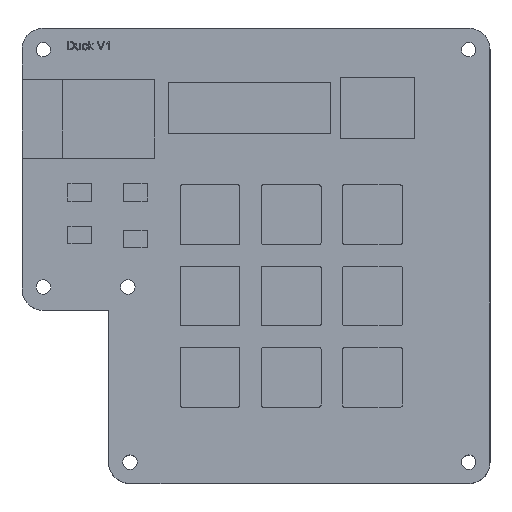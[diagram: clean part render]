
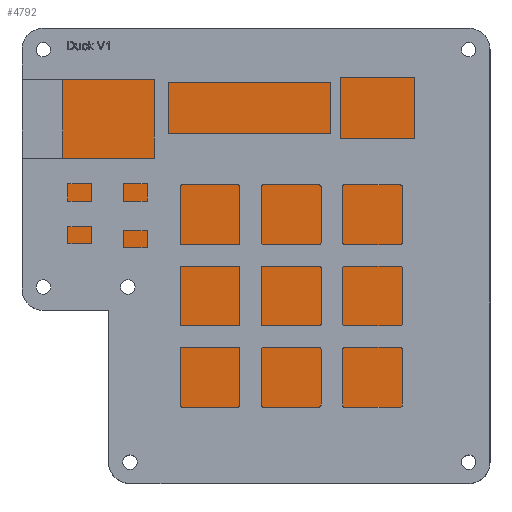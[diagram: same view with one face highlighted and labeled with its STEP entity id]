
A CAD part, top view. The second image highlights one B-rep face of the part: STEP entity #4792.
In plain terms, the highlighted planar face has unit normal (0, 0, 1).
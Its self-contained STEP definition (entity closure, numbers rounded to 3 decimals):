
#247=PLANE('',#5081);
#395=FACE_OUTER_BOUND('',#658,.T.);
#658=EDGE_LOOP('',(#3357,#3358,#3359,#3360,#3361,#3362));
#1002=LINE('',#6672,#1494);
#1003=LINE('',#6674,#1495);
#1004=LINE('',#6676,#1496);
#1005=LINE('',#6678,#1497);
#1006=LINE('',#6680,#1498);
#1007=LINE('',#6681,#1499);
#1494=VECTOR('',#5493,10.);
#1495=VECTOR('',#5494,10.);
#1496=VECTOR('',#5495,10.);
#1497=VECTOR('',#5496,10.);
#1498=VECTOR('',#5497,10.);
#1499=VECTOR('',#5498,10.);
#2116=VERTEX_POINT('',#6670);
#2117=VERTEX_POINT('',#6671);
#2118=VERTEX_POINT('',#6673);
#2119=VERTEX_POINT('',#6675);
#2120=VERTEX_POINT('',#6677);
#2121=VERTEX_POINT('',#6679);
#2610=EDGE_CURVE('',#2116,#2117,#1002,.T.);
#2611=EDGE_CURVE('',#2118,#2116,#1003,.T.);
#2612=EDGE_CURVE('',#2119,#2118,#1004,.T.);
#2613=EDGE_CURVE('',#2120,#2119,#1005,.T.);
#2614=EDGE_CURVE('',#2121,#2120,#1006,.T.);
#2615=EDGE_CURVE('',#2117,#2121,#1007,.T.);
#3357=ORIENTED_EDGE('',*,*,#2610,.F.);
#3358=ORIENTED_EDGE('',*,*,#2611,.F.);
#3359=ORIENTED_EDGE('',*,*,#2612,.F.);
#3360=ORIENTED_EDGE('',*,*,#2613,.F.);
#3361=ORIENTED_EDGE('',*,*,#2614,.F.);
#3362=ORIENTED_EDGE('',*,*,#2615,.F.);
#4792=ADVANCED_FACE('',(#395),#247,.T.);
#5081=AXIS2_PLACEMENT_3D('',#6669,#5491,#5492);
#5491=DIRECTION('center_axis',(0.,0.,1.));
#5492=DIRECTION('ref_axis',(1.,0.,0.));
#5493=DIRECTION('',(-1.,0.,0.));
#5494=DIRECTION('',(0.,-1.,0.));
#5495=DIRECTION('',(1.,0.,0.));
#5496=DIRECTION('',(0.,1.,0.));
#5497=DIRECTION('',(-1.,0.,0.));
#5498=DIRECTION('',(0.,1.,0.));
#6669=CARTESIAN_POINT('Origin',(44.85,43.35,3.));
#6670=CARTESIAN_POINT('',(89.7,0.,3.));
#6671=CARTESIAN_POINT('',(20.3,0.,3.));
#6672=CARTESIAN_POINT('',(67.275,0.,3.));
#6673=CARTESIAN_POINT('',(89.7,86.7,3.));
#6674=CARTESIAN_POINT('',(89.7,65.025,3.));
#6675=CARTESIAN_POINT('',(0.,86.7,3.));
#6676=CARTESIAN_POINT('',(22.425,86.7,3.));
#6677=CARTESIAN_POINT('',(0.,40.6,3.));
#6678=CARTESIAN_POINT('',(0.,41.975,3.));
#6679=CARTESIAN_POINT('',(20.3,40.6,3.));
#6680=CARTESIAN_POINT('',(32.575,40.6,3.));
#6681=CARTESIAN_POINT('',(20.3,21.675,3.));
